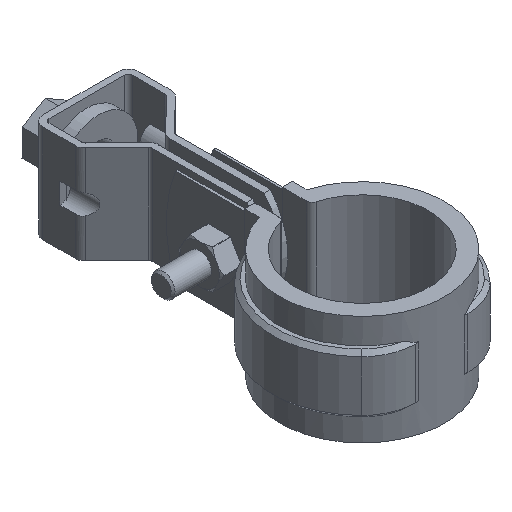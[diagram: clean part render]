
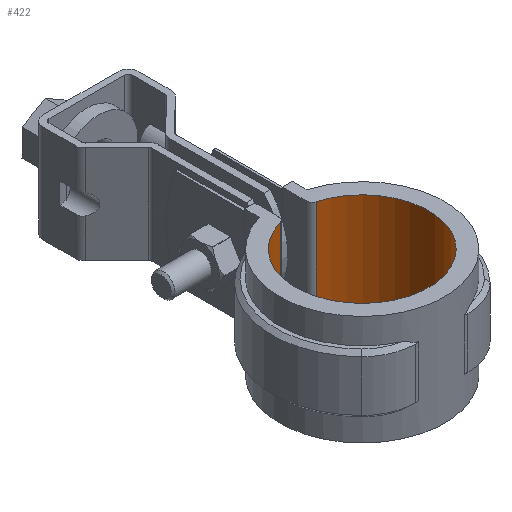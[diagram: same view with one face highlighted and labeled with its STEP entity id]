
A CAD part, isometric view. The second image highlights one B-rep face of the part: STEP entity #422.
In plain terms, the highlighted cylindrical face has radius 17 mm (diameter 34 mm), a partial arc.
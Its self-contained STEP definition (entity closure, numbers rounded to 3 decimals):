
#422 = ADVANCED_FACE( '', ( #749 ), #750, .F. );
#749 = FACE_OUTER_BOUND( '', #1587, .T. );
#750 = CYLINDRICAL_SURFACE( '', #1588, 17. );
#1587 = EDGE_LOOP( '', ( #3449, #3450, #3451, #3452 ) );
#1588 = AXIS2_PLACEMENT_3D( '', #3453, #3454, #3455 );
#3449 = ORIENTED_EDGE( '', *, *, #4633, .T. );
#3450 = ORIENTED_EDGE( '', *, *, #4642, .T. );
#3451 = ORIENTED_EDGE( '', *, *, #4437, .F. );
#3452 = ORIENTED_EDGE( '', *, *, #4643, .T. );
#3453 = CARTESIAN_POINT( '', ( 0., 0., -74.756 ) );
#3454 = DIRECTION( '', ( 0., 0., -1. ) );
#3455 = DIRECTION( '', ( -1., 0., 0. ) );
#4437 = EDGE_CURVE( '', #5120, #5122, #5123, .F. );
#4633 = EDGE_CURVE( '', #5451, #5449, #5452, .F. );
#4642 = EDGE_CURVE( '', #5449, #5122, #5463, .F. );
#4643 = EDGE_CURVE( '', #5120, #5451, #5464, .T. );
#5120 = VERTEX_POINT( '', #6901 );
#5122 = VERTEX_POINT( '', #6903 );
#5123 = CIRCLE( '', #6904, 17. );
#5449 = VERTEX_POINT( '', #8090 );
#5451 = VERTEX_POINT( '', #8092 );
#5452 = CIRCLE( '', #8093, 17. );
#5463 = LINE( '', #8107, #8108 );
#5464 = LINE( '', #8109, #8110 );
#6901 = CARTESIAN_POINT( '', ( -4.595, 16.367, -26.5 ) );
#6903 = CARTESIAN_POINT( '', ( 4.595, 16.367, -26.5 ) );
#6904 = AXIS2_PLACEMENT_3D( '', #8916, #8917, #8918 );
#8090 = CARTESIAN_POINT( '', ( 4.595, 16.367, 1.5 ) );
#8092 = CARTESIAN_POINT( '', ( -4.595, 16.367, 1.5 ) );
#8093 = AXIS2_PLACEMENT_3D( '', #9152, #9153, #9154 );
#8107 = CARTESIAN_POINT( '', ( 4.595, 16.367, -74.756 ) );
#8108 = VECTOR( '', #9173, 1000. );
#8109 = CARTESIAN_POINT( '', ( -4.595, 16.367, -74.756 ) );
#8110 = VECTOR( '', #9174, 1000. );
#8916 = CARTESIAN_POINT( '', ( 0., 0., -26.5 ) );
#8917 = DIRECTION( '', ( 0., 0., -1. ) );
#8918 = DIRECTION( '', ( -1., 0., 0. ) );
#9152 = CARTESIAN_POINT( '', ( 0., 0., 1.5 ) );
#9153 = DIRECTION( '', ( 0., 0., -1. ) );
#9154 = DIRECTION( '', ( -1., 0., 0. ) );
#9173 = DIRECTION( '', ( 0., 0., 1. ) );
#9174 = DIRECTION( '', ( 0., 0., 1. ) );
